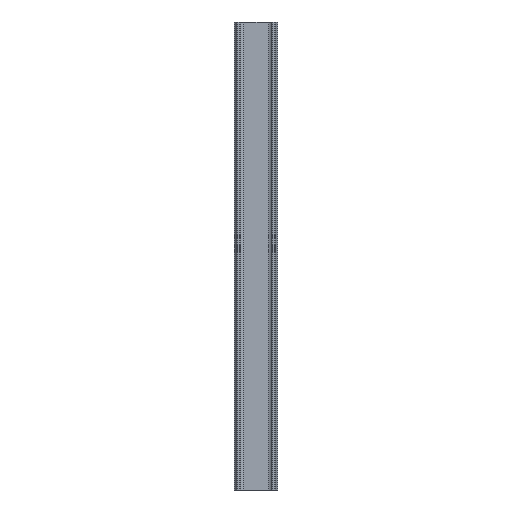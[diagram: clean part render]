
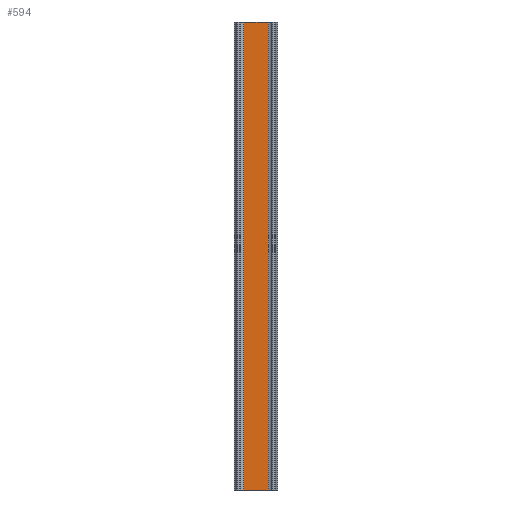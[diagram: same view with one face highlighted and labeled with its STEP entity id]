
A CAD part, front view. The second image highlights one B-rep face of the part: STEP entity #594.
In plain terms, the highlighted planar face has unit normal (0, -1, 0).
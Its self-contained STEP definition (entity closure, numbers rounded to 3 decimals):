
#18=PLANE('',#646);
#36=FACE_OUTER_BOUND('',#68,.T.);
#68=EDGE_LOOP('',(#439,#440,#441,#442));
#96=LINE('',#884,#154);
#113=LINE('',#950,#171);
#116=LINE('',#957,#174);
#117=LINE('',#958,#175);
#154=VECTOR('',#696,10.);
#171=VECTOR('',#751,10.);
#174=VECTOR('',#758,10.);
#175=VECTOR('',#759,10.);
#243=VERTEX_POINT('',#877);
#246=VERTEX_POINT('',#882);
#276=VERTEX_POINT('',#948);
#278=VERTEX_POINT('',#956);
#306=EDGE_CURVE('',#246,#243,#96,.T.);
#339=EDGE_CURVE('',#276,#246,#113,.T.);
#342=EDGE_CURVE('',#278,#276,#116,.T.);
#343=EDGE_CURVE('',#243,#278,#117,.T.);
#439=ORIENTED_EDGE('',*,*,#306,.F.);
#440=ORIENTED_EDGE('',*,*,#339,.F.);
#441=ORIENTED_EDGE('',*,*,#342,.F.);
#442=ORIENTED_EDGE('',*,*,#343,.F.);
#594=ADVANCED_FACE('',(#36),#18,.T.);
#646=AXIS2_PLACEMENT_3D('',#955,#756,#757);
#696=DIRECTION('',(0.,0.,-1.));
#751=DIRECTION('',(1.,0.,0.));
#756=DIRECTION('center_axis',(0.,-1.,0.));
#757=DIRECTION('ref_axis',(1.,0.,0.));
#758=DIRECTION('',(0.,0.,1.));
#759=DIRECTION('',(-1.,0.,0.));
#877=CARTESIAN_POINT('',(-57.1,-0.5,900.));
#882=CARTESIAN_POINT('',(-57.1,-0.5,1000.));
#884=CARTESIAN_POINT('',(-57.1,-0.5,900.));
#948=CARTESIAN_POINT('',(-62.3,-0.5,1000.));
#950=CARTESIAN_POINT('',(-61.9,-0.5,1000.));
#955=CARTESIAN_POINT('Origin',(-62.4,-0.5,900.));
#956=CARTESIAN_POINT('',(-62.3,-0.5,900.));
#957=CARTESIAN_POINT('',(-62.3,-0.5,900.));
#958=CARTESIAN_POINT('',(-61.9,-0.5,900.));
